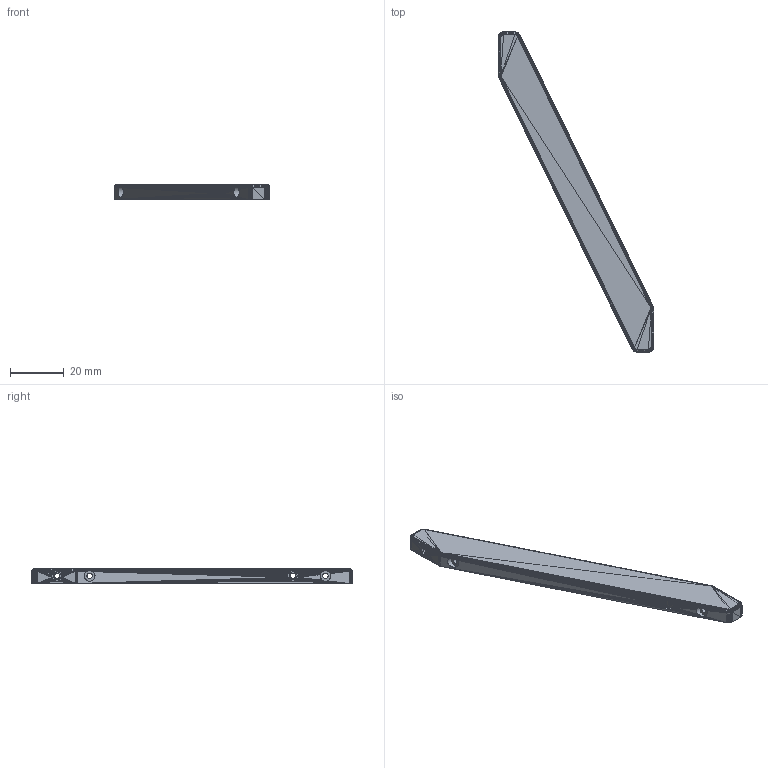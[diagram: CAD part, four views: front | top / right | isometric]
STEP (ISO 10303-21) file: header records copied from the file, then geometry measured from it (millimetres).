
FILE_DESCRIPTION(/* description */ (''),/* implementation_level */ '2;1');
FILE_NAME(/* name */ 'Left arm (edited) v1.step',/* time_stamp */ '2025-07-20T16:41:15-06:00',/* author */ (''),/* organization */ (''),/* preprocessor_version */ 'ST-DEVELOPER v20.1',/* originating_system */ 'Autodesk Translation Framework v14.10.0.0',/* authorisation */ '');
FILE_SCHEMA (('AUTOMOTIVE_DESIGN { 1 0 10303 214 3 1 1 }'));
Products named in the file (1): Left arm (edited)
Bounding box: 57.78 x 118.8 x 5.5 mm (x, y, z)
Volume: 7794.9 mm3; surface area: 6377.7 mm2
Topology: 1 solids, 1 shells, 3614 faces, 5621 edges, 1995 vertices
Faces by surface type: plane 3608, cylinder 6
Full cylindrical faces by diameter (mm): 2 x4, 4 x1
Entity records: 72549 total; most frequent: DIRECTION 13106, ORIENTED_EDGE 11242, CARTESIAN_POINT 11231, EDGE_CURVE 5621, LINE 5366, VECTOR 5366, AXIS2_PLACEMENT_3D 3870, EDGE_LOOP 3616
